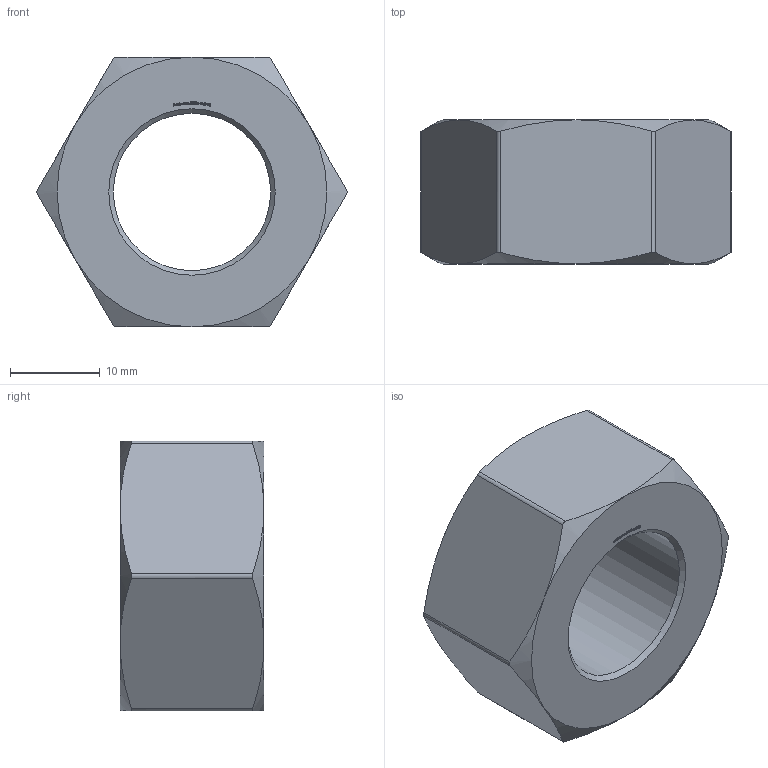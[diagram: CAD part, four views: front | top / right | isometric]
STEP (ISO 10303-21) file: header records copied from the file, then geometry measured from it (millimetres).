
FILE_DESCRIPTION (( 'STEP AP203' ), '1' );
FILE_NAME ('58321-240-20.step', '2019-12-19T11:50:31', ( '' ), ( '' ), 'SwSTEP 2.0', 'SolidWorks 2015', '' );
FILE_SCHEMA (( 'CONFIG_CONTROL_DESIGN' ));
Length unit declared in the file: millimetre
Products named in the file (2): 58321-240-20
Bounding box: 34.48 x 16 x 30 mm (x, y, z)
Volume: 8548.6 mm3; surface area: 3513.4 mm2
Topology: 1 solids, 1 shells, 288 faces, 762 edges, 506 vertices
Faces by surface type: plane 144, bspline 123, cone 14, cylinder 7
Full cylindrical faces by diameter (mm): 17.5 x1
Entity records: 16367 total; most frequent: CARTESIAN_POINT 9991, ORIENTED_EDGE 1514, DIRECTION 825, EDGE_CURVE 757, VERTEX_POINT 502, LINE 459, VECTOR 459, EDGE_LOOP 321
